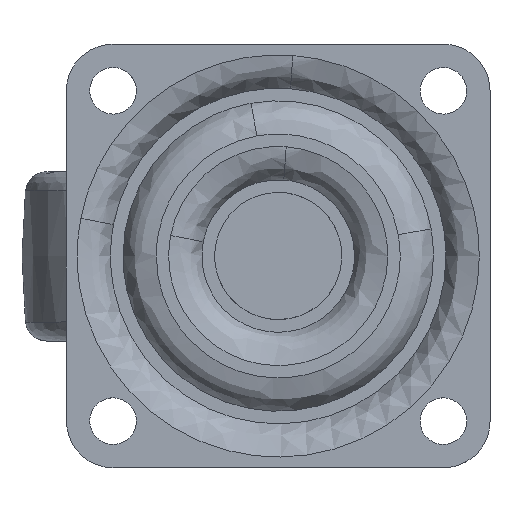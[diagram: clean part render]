
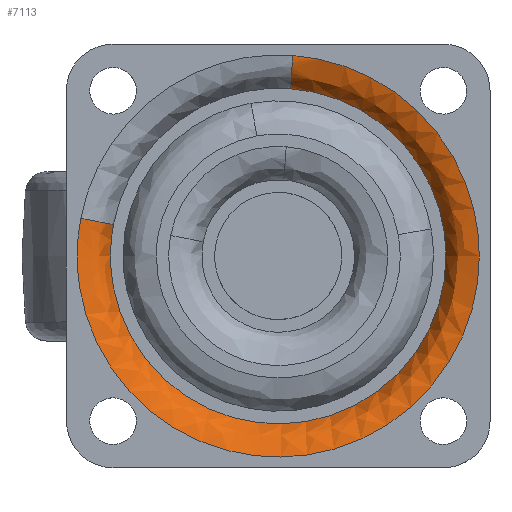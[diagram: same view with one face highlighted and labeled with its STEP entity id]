
A CAD part, top view. The second image highlights one B-rep face of the part: STEP entity #7113.
In plain terms, the highlighted free-form (B-spline) face has degree [2, 2] with [9, 3] control points.
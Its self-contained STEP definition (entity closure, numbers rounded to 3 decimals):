
#6952=CARTESIAN_POINT('',(2.874,39.427,-6.996));
#6953=CARTESIAN_POINT('',(5.158,39.26,-6.996));
#6954=CARTESIAN_POINT('',(7.407,38.831,-6.996));
#6955=CARTESIAN_POINT('',(46.239,31.424,-6.996));
#6956=CARTESIAN_POINT('',(38.831,-7.407,-6.996));
#6957=CARTESIAN_POINT('',(31.424,-46.239,-6.996));
#6958=CARTESIAN_POINT('',(-7.407,-38.831,-6.996));
#6959=CARTESIAN_POINT('',(-46.239,-31.424,-6.996));
#6960=CARTESIAN_POINT('',(-38.831,7.407,-6.996));
#6961=CARTESIAN_POINT('',(2.943,40.367,0.458));
#6962=CARTESIAN_POINT('',(5.281,40.197,0.458));
#6963=CARTESIAN_POINT('',(7.584,39.757,0.458));
#6964=CARTESIAN_POINT('',(47.341,32.173,0.458));
#6965=CARTESIAN_POINT('',(39.757,-7.584,0.458));
#6966=CARTESIAN_POINT('',(32.173,-47.341,0.458));
#6967=CARTESIAN_POINT('',(-7.584,-39.757,0.458));
#6968=CARTESIAN_POINT('',(-47.341,-32.173,0.458));
#6969=CARTESIAN_POINT('',(-39.757,7.584,0.458));
#6970=CARTESIAN_POINT('',(3.488,47.845,-0.016));
#6971=CARTESIAN_POINT('',(6.26,47.643,-0.016));
#6972=CARTESIAN_POINT('',(8.989,47.123,-0.016));
#6973=CARTESIAN_POINT('',(56.112,38.134,-0.016));
#6974=CARTESIAN_POINT('',(47.123,-8.989,-0.016));
#6975=CARTESIAN_POINT('',(38.134,-56.112,-0.016));
#6976=CARTESIAN_POINT('',(-8.989,-47.123,-0.016));
#6977=CARTESIAN_POINT('',(-56.112,-38.134,-0.016));
#6978=CARTESIAN_POINT('',(-47.123,8.989,-0.016));
#6986=(BOUNDED_SURFACE()B_SPLINE_SURFACE(2,2,((#6952,#6961,#6970),(#6953,#6962,#6971),(#6954,#6963,#6972),(#6955,#6964,#6973),(#6956,#6965,#6974),(#6957,#6966,#6975),(#6958,#6967,#6976),(#6959,#6968,#6977),(#6960,#6969,#6978)),.UNSPECIFIED.,.F.,.F.,.U.)B_SPLINE_SURFACE_WITH_KNOTS((3,2,2,2,3),(3,3),(0.0,6.359,85.842,165.325,244.809),(0.0,12.67),.UNSPECIFIED.)GEOMETRIC_REPRESENTATION_ITEM()RATIONAL_B_SPLINE_SURFACE(((0.879,0.639,0.874),(0.897,0.652,0.892),(0.918,0.668,0.914),(0.649,0.472,0.646),(0.918,0.668,0.914),(0.649,0.472,0.646),(0.918,0.668,0.914),(0.649,0.472,0.646),(0.918,0.668,0.914)))REPRESENTATION_ITEM('')SURFACE());
#6987=CARTESIAN_POINT('',(2.88,39.505,-6.5));
#6988=VERTEX_POINT('',#6987);
#6989=CARTESIAN_POINT('',(39.61,0.0,-6.5));
#6990=VERTEX_POINT('',#6989);
#6991=CARTESIAN_POINT('',(2.88,39.505,-6.5));
#6992=CARTESIAN_POINT('',(39.61,36.827,-6.5));
#6993=CARTESIAN_POINT('',(39.61,0.0,-6.5));
#7001=(BOUNDED_CURVE()B_SPLINE_CURVE(2,(#6991,#6992,#6993),.UNSPECIFIED.,.F.,.U.)B_SPLINE_CURVE_WITH_KNOTS((3,3),(0.263,0.5),.UNSPECIFIED.)CURVE()GEOMETRIC_REPRESENTATION_ITEM()RATIONAL_B_SPLINE_CURVE((0.972,0.722,1.0))REPRESENTATION_ITEM(''));
#7002=EDGE_CURVE('',#6988,#6990,#7001,.T.);
#7003=ORIENTED_EDGE('',*,*,#7002,.T.);
#7004=CARTESIAN_POINT('',(-39.61,0.0,-6.5));
#7005=VERTEX_POINT('',#7004);
#7006=CARTESIAN_POINT('',(39.61,0.0,-6.5));
#7007=CARTESIAN_POINT('',(39.61,-39.61,-6.5));
#7008=CARTESIAN_POINT('',(0.0,-39.61,-6.5));
#7009=CARTESIAN_POINT('',(-39.61,-39.61,-6.5));
#7010=CARTESIAN_POINT('',(-39.61,0.0,-6.5));
#7018=(BOUNDED_CURVE()B_SPLINE_CURVE(2,(#7006,#7007,#7008,#7009,#7010),.UNSPECIFIED.,.F.,.U.)B_SPLINE_CURVE_WITH_KNOTS((3,2,3),(0.5,0.75,1.0),.UNSPECIFIED.)CURVE()GEOMETRIC_REPRESENTATION_ITEM()RATIONAL_B_SPLINE_CURVE((1.0,0.707,1.0,0.707,1.0))REPRESENTATION_ITEM(''));
#7019=EDGE_CURVE('',#6990,#7005,#7018,.T.);
#7020=ORIENTED_EDGE('',*,*,#7019,.T.);
#7021=CARTESIAN_POINT('',(-38.908,7.422,-6.5));
#7022=VERTEX_POINT('',#7021);
#7023=CARTESIAN_POINT('',(-39.61,0.0,-6.5));
#7024=CARTESIAN_POINT('',(-39.61,3.744,-6.5));
#7025=CARTESIAN_POINT('',(-38.908,7.422,-6.5));
#7033=(BOUNDED_CURVE()B_SPLINE_CURVE(2,(#7023,#7024,#7025),.UNSPECIFIED.,.F.,.U.)B_SPLINE_CURVE_WITH_KNOTS((3,3),(0.0,0.032),.UNSPECIFIED.)CURVE()GEOMETRIC_REPRESENTATION_ITEM()RATIONAL_B_SPLINE_CURVE((1.0,0.962,0.934))REPRESENTATION_ITEM(''));
#7034=EDGE_CURVE('',#7005,#7022,#7033,.T.);
#7035=ORIENTED_EDGE('',*,*,#7034,.T.);
#7036=CARTESIAN_POINT('',(-46.627,8.895,0.));
#7037=VERTEX_POINT('',#7036);
#7038=CARTESIAN_POINT('',(-38.908,7.422,-6.5));
#7039=CARTESIAN_POINT('',(-40.127,7.655,0.));
#7040=CARTESIAN_POINT('',(-46.627,8.895,0.));
#7048=(BOUNDED_CURVE()B_SPLINE_CURVE(2,(#7038,#7039,#7040),.UNSPECIFIED.,.F.,.U.)B_SPLINE_CURVE_WITH_KNOTS((3,3),(-1.709,-0.305),.UNSPECIFIED.)CURVE()GEOMETRIC_REPRESENTATION_ITEM()RATIONAL_B_SPLINE_CURVE((0.896,0.689,0.892))REPRESENTATION_ITEM(''));
#7049=EDGE_CURVE('',#7022,#7037,#7048,.T.);
#7050=ORIENTED_EDGE('',*,*,#7049,.T.);
#7051=CARTESIAN_POINT('',(-47.468,0.0,0.0));
#7052=VERTEX_POINT('',#7051);
#7053=CARTESIAN_POINT('',(-47.468,0.0,0.0));
#7054=CARTESIAN_POINT('',(-47.468,4.487,0.0));
#7055=CARTESIAN_POINT('',(-46.627,8.895,0.));
#7063=(BOUNDED_CURVE()B_SPLINE_CURVE(2,(#7053,#7054,#7055),.UNSPECIFIED.,.F.,.U.)B_SPLINE_CURVE_WITH_KNOTS((3,3),(0.0,0.032),.UNSPECIFIED.)CURVE()GEOMETRIC_REPRESENTATION_ITEM()RATIONAL_B_SPLINE_CURVE((1.0,0.962,0.934))REPRESENTATION_ITEM(''));
#7064=EDGE_CURVE('',#7052,#7037,#7063,.T.);
#7065=ORIENTED_EDGE('',*,*,#7064,.F.);
#7066=CARTESIAN_POINT('',(47.468,0.0,0.0));
#7067=VERTEX_POINT('',#7066);
#7068=CARTESIAN_POINT('',(47.468,0.0,0.0));
#7069=CARTESIAN_POINT('',(47.468,-47.468,0.0));
#7070=CARTESIAN_POINT('',(0.0,-47.468,0.0));
#7071=CARTESIAN_POINT('',(-47.468,-47.468,0.0));
#7072=CARTESIAN_POINT('',(-47.468,0.0,0.0));
#7080=(BOUNDED_CURVE()B_SPLINE_CURVE(2,(#7068,#7069,#7070,#7071,#7072),.UNSPECIFIED.,.F.,.U.)B_SPLINE_CURVE_WITH_KNOTS((3,2,3),(0.5,0.75,1.0),.UNSPECIFIED.)CURVE()GEOMETRIC_REPRESENTATION_ITEM()RATIONAL_B_SPLINE_CURVE((1.0,0.707,1.0,0.707,1.0))REPRESENTATION_ITEM(''));
#7081=EDGE_CURVE('',#7067,#7052,#7080,.T.);
#7082=ORIENTED_EDGE('',*,*,#7081,.F.);
#7083=CARTESIAN_POINT('',(3.451,47.342,0.));
#7084=VERTEX_POINT('',#7083);
#7085=CARTESIAN_POINT('',(3.451,47.342,0.));
#7086=CARTESIAN_POINT('',(47.468,44.134,0.0));
#7087=CARTESIAN_POINT('',(47.468,0.0,0.0));
#7095=(BOUNDED_CURVE()B_SPLINE_CURVE(2,(#7085,#7086,#7087),.UNSPECIFIED.,.F.,.U.)B_SPLINE_CURVE_WITH_KNOTS((3,3),(0.263,0.5),.UNSPECIFIED.)CURVE()GEOMETRIC_REPRESENTATION_ITEM()RATIONAL_B_SPLINE_CURVE((0.972,0.722,1.0))REPRESENTATION_ITEM(''));
#7096=EDGE_CURVE('',#7084,#7067,#7095,.T.);
#7097=ORIENTED_EDGE('',*,*,#7096,.F.);
#7098=CARTESIAN_POINT('',(2.88,39.505,-6.5));
#7099=CARTESIAN_POINT('',(2.97,40.743,0.));
#7100=CARTESIAN_POINT('',(3.451,47.342,0.));
#7108=(BOUNDED_CURVE()B_SPLINE_CURVE(2,(#7098,#7099,#7100),.UNSPECIFIED.,.F.,.U.)B_SPLINE_CURVE_WITH_KNOTS((3,3),(-1.709,-0.305),.UNSPECIFIED.)CURVE()GEOMETRIC_REPRESENTATION_ITEM()RATIONAL_B_SPLINE_CURVE((0.858,0.66,0.854))REPRESENTATION_ITEM(''));
#7109=EDGE_CURVE('',#6988,#7084,#7108,.T.);
#7110=ORIENTED_EDGE('',*,*,#7109,.F.);
#7111=EDGE_LOOP('',(#7003,#7020,#7035,#7050,#7065,#7082,#7097,#7110));
#7112=FACE_OUTER_BOUND('',#7111,.T.);
#7113=ADVANCED_FACE('',(#7112),#6986,.T.);
